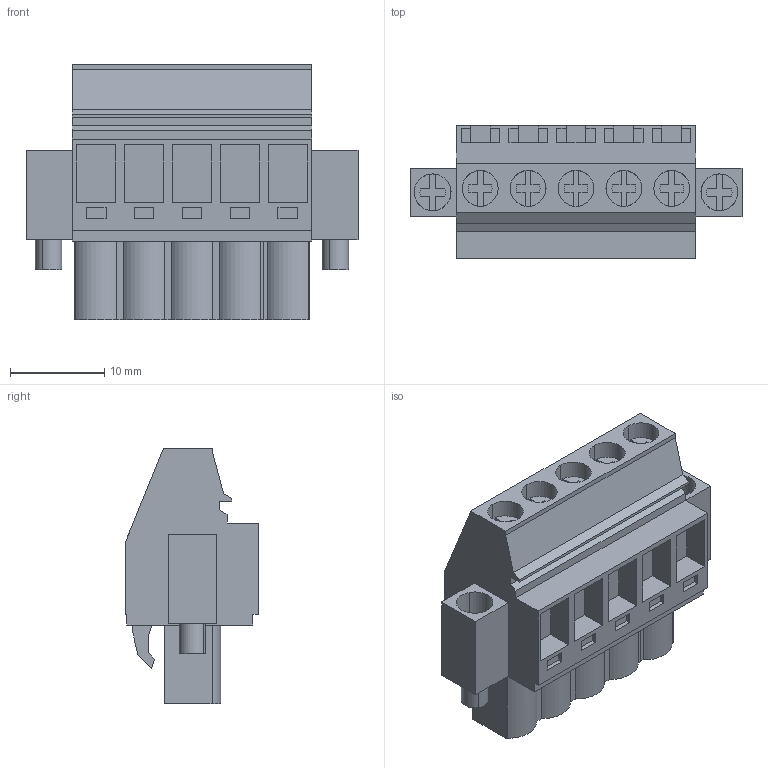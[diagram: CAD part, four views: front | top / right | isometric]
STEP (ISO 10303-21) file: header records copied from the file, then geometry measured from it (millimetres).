
FILE_DESCRIPTION(('CATIA V5 STEP','CAx-IF Rec.Pracs.--- Model Styling and Organization---1.2---2011-12-15'),'2;1');
FILE_NAME ('D1460185_0_1950580000_1950580000.stp','2017-09-09T08:03:26+00:00',('none'),('Weidmueller'),'CATIA Version 5-6 Release 2014','CATIA V5 STEP AP214','none');
FILE_SCHEMA(('AUTOMOTIVE_DESIGN { 1 0 10303 214 1 1 1 1 }'));
Length unit declared in the file: millimetre
Products named in the file (1): 1950580000
Bounding box: 35.2 x 14.1 x 27.1 mm (x, y, z)
Volume: 6195.5 mm3; surface area: 4442.5 mm2
Topology: 8 solids, 8 shells, 408 faces, 1115 edges, 750 vertices
Faces by surface type: plane 343, cylinder 63, extrusion 2
Entity records: 12041 total; most frequent: ORIENTED_EDGE 2230, CARTESIAN_POINT 2165, DIRECTION 1659, EDGE_CURVE 1115, VECTOR 959, LINE 957, VERTEX_POINT 750, EDGE_LOOP 441
